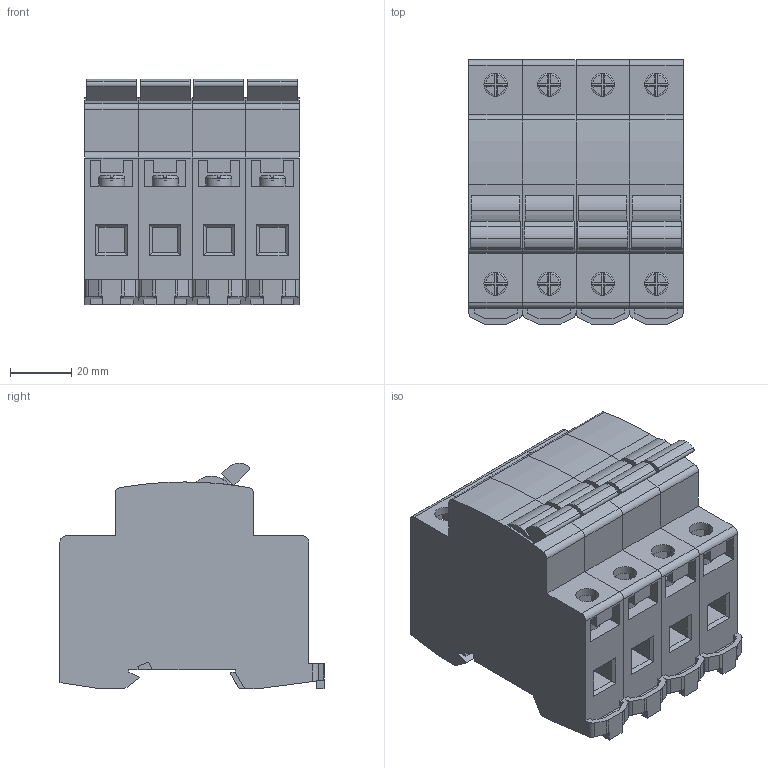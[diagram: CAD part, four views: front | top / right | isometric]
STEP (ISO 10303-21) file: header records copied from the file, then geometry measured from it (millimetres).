
FILE_DESCRIPTION (( 'STEP AP203' ), '1' );
FILE_NAME ('Âûêëþ÷àòåëü íàãðóçêè AVN 4P 25A EKF AVERES (avn-4-25-av).STEP', '2022-01-10T08:04:02', ( '' ), ( '' ), 'SwSTEP 2.0', 'SolidWorks 2021', '' );
FILE_SCHEMA (( 'CONFIG_CONTROL_DESIGN' ));
Length unit declared in the file: millimetre
Products named in the file (1): Âûêëþ÷àòåëü íàãðóçêè AVN 4P 25A EKF AVERES (avn-4-25-av)
Bounding box: 70 x 86.2 x 73.6 mm (x, y, z)
Volume: 303128.6 mm3; surface area: 71830.7 mm2
Topology: 4 solids, 4 shells, 708 faces, 1952 edges, 1280 vertices
Faces by surface type: plane 596, cylinder 96, torus 16
Entity records: 22603 total; most frequent: CARTESIAN_POINT 4485, ORIENTED_EDGE 3904, DIRECTION 3490, EDGE_CURVE 1952, VECTOR 1576, LINE 1576, VERTEX_POINT 1280, AXIS2_PLACEMENT_3D 957
